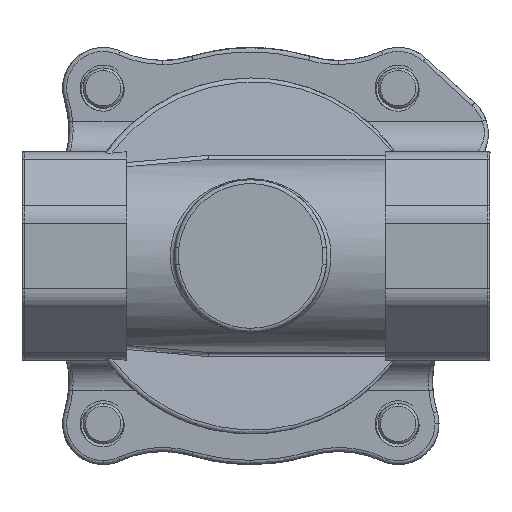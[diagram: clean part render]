
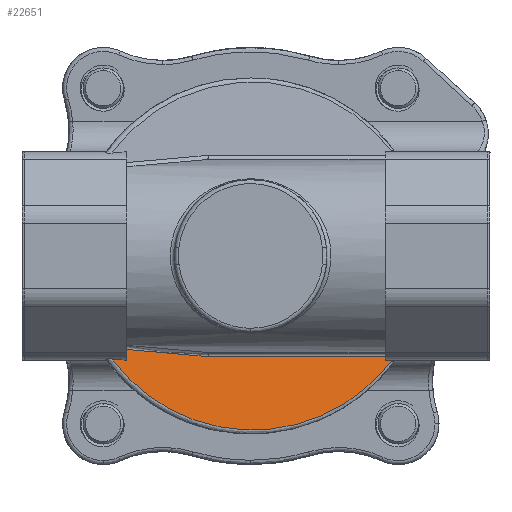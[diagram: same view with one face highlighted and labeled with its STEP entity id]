
A CAD part, front view. The second image highlights one B-rep face of the part: STEP entity #22651.
In plain terms, the highlighted planar face has unit normal (0.42, -0.907, 0).
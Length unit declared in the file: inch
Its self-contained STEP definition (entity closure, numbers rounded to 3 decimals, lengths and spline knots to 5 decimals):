
#32 = CARTESIAN_POINT ( 'NONE',  ( 1.68219, -1.85687, -1.15971 ) ) ;
#1320 = CARTESIAN_POINT ( 'NONE',  ( 0.29012, -2.50117, -1.14902 ) ) ;
#1387 = VERTEX_POINT ( 'NONE', #18668 ) ;
#1487 = VECTOR ( 'NONE', #20212, 39.37008 ) ;
#1738 = CARTESIAN_POINT ( 'NONE',  ( -0.09113, -2.67763, -0.79667 ) ) ;
#1756 = ORIENTED_EDGE ( 'NONE', *, *, #13065, .T. ) ;
#1954 = LINE ( 'NONE', #26449, #19325 ) ;
#2002 = CARTESIAN_POINT ( 'NONE',  ( 0.72521, -2.2998, -1.32073 ) ) ;
#2525 = CARTESIAN_POINT ( 'NONE',  ( 1.03686, -2.15555, -1.34736 ) ) ;
#3766 = CARTESIAN_POINT ( 'NONE',  ( 2.022, -1.6996, -0.80924 ) ) ;
#3790 = LINE ( 'NONE', #22371, #1487 ) ;
#4007 = CARTESIAN_POINT ( 'NONE',  ( 0.16148, -2.56071, -1.0594 ) ) ;
#5221 = CARTESIAN_POINT ( 'NONE',  ( 1.089, -2.13142, -1.34472 ) ) ;
#5843 = EDGE_CURVE ( 'NONE', #8706, #16746, #14665, .T. ) ;
#7369 = CARTESIAN_POINT ( 'NONE',  ( 1.24451, -2.05945, -1.32472 ) ) ;
#7527 = CARTESIAN_POINT ( 'NONE',  ( 2.0688, -1.67794, -0.81328 ) ) ;
#7878 = CARTESIAN_POINT ( 'NONE',  ( 1.54311, -1.92124, -1.23155 ) ) ;
#8706 = VERTEX_POINT ( 'NONE', #10897 ) ;
#9466 = CARTESIAN_POINT ( 'NONE',  ( 2.03773, -1.69232, -0.81024 ) ) ;
#9517 = CARTESIAN_POINT ( 'NONE',  ( 0.47584, -2.41521, -1.24401 ) ) ;
#9778 = CARTESIAN_POINT ( 'NONE',  ( -0.05388, -2.66039, -0.80248 ) ) ;
#9816 = DIRECTION ( 'NONE',  ( 0., 0., 1. ) ) ;
#10405 = CARTESIAN_POINT ( 'NONE',  ( 0.22644, -2.53064, -0.75538 ) ) ;
#10477 = CARTESIAN_POINT ( 'NONE',  ( 0.024, -2.62434, -0.80676 ) ) ;
#10559 = CARTESIAN_POINT ( 'NONE',  ( 1.49499, -1.94351, -1.25186 ) ) ;
#10658 = ORIENTED_EDGE ( 'NONE', *, *, #5843, .T. ) ;
#10897 = CARTESIAN_POINT ( 'NONE',  ( -0.09113, -2.67763, -0.79667 ) ) ;
#11969 =( BOUNDED_CURVE ( )  B_SPLINE_CURVE ( 3, ( #10477, #17995, #9778, #1738 ),
 .UNSPECIFIED., .F., .T. ) 
 B_SPLINE_CURVE_WITH_KNOTS ( ( 4, 4 ),
 ( 4.7615, 5.03768 ),
 .UNSPECIFIED. ) 
 CURVE ( )  GEOMETRIC_REPRESENTATION_ITEM ( )  RATIONAL_B_SPLINE_CURVE ( ( 1., 0.994, 0.994, 1. ) ) 
 REPRESENTATION_ITEM ( '' )  );
#12736 = CARTESIAN_POINT ( 'NONE',  ( 0.024, -2.62434, -0.72282 ) ) ;
#13065 = EDGE_CURVE ( 'NONE', #14816, #24057, #29046, .T. ) ;
#13077 = CARTESIAN_POINT ( 'NONE',  ( 2.0688, -1.67794, -0.81328 ) ) ;
#13276 = CARTESIAN_POINT ( 'NONE',  ( 0.12378, -2.57816, -0.74138 ) ) ;
#13357 = ORIENTED_EDGE ( 'NONE', *, *, #20908, .T. ) ;
#13425 = CARTESIAN_POINT ( 'NONE',  ( 1.8122, -1.7967, -1.07207 ) ) ;
#13994 = EDGE_CURVE ( 'NONE', #25296, #1387, #3790, .T. ) ;
#14461 = AXIS2_PLACEMENT_3D ( 'NONE', #32431, #18643, #20802 ) ;
#14477 = CARTESIAN_POINT ( 'NONE',  ( 2.0688, -1.67794, -0.81328 ) ) ;
#14665 = B_SPLINE_CURVE_WITH_KNOTS ( 'NONE', 3,
 ( #20944, #31874, #17387, #28309, #28497, #4007, #25809, #1320, #23110, #34056, #9517, #20416, #31356, #2002, #35269, #32058, #27021, #2525, #5221, #18271, #7369, #29896, #24517, #10559, #7878, #18786, #32, #35103, #13425, #24173, #29540, #18953, #15591, #13077 ),
 .UNSPECIFIED., .F., .F.,
 ( 4, 2, 2, 2, 2, 2, 2, 2, 2, 2, 2, 2, 2, 2, 2, 2, 4 ),
 ( 0., 0.0625, 0.125, 0.1875, 0.25, 0.3125, 0.375, 0.4375, 0.5, 0.5625, 0.625, 0.6875, 0.75, 0.8125, 0.875, 0.9375, 1. ),
 .UNSPECIFIED. ) ;
#14816 = VERTEX_POINT ( 'NONE', #30890 ) ;
#15092 = CARTESIAN_POINT ( 'NONE',  ( 2.84566, -1.31838, -0.779 ) ) ;
#15591 = CARTESIAN_POINT ( 'NONE',  ( 2.03726, -1.69254, -0.85491 ) ) ;
#15970 = FACE_OUTER_BOUND ( 'NONE', #18516, .T. ) ;
#16124 = CARTESIAN_POINT ( 'NONE',  ( 0.43752, -2.43295, -0.77427 ) ) ;
#16292 = CARTESIAN_POINT ( 'NONE',  ( 0.6516, -2.33387, -0.779 ) ) ;
#16746 = VERTEX_POINT ( 'NONE', #7527 ) ;
#17338 = CARTESIAN_POINT ( 'NONE',  ( 2.05334, -1.68509, -0.81159 ) ) ;
#17387 = CARTESIAN_POINT ( 'NONE',  ( -0.02699, -2.64794, -0.87897 ) ) ;
#17995 = CARTESIAN_POINT ( 'NONE',  ( -0.01526, -2.64251, -0.80587 ) ) ;
#18011 = ORIENTED_EDGE ( 'NONE', *, *, #31232, .T. ) ;
#18271 = CARTESIAN_POINT ( 'NONE',  ( 1.19302, -2.08328, -1.33339 ) ) ;
#18516 = EDGE_LOOP ( 'NONE', ( #21958, #25413, #13357, #10658, #25829, #18011, #1756 ) ) ;
#18643 = DIRECTION ( 'NONE',  ( 0.42, -0.908, 0. ) ) ;
#18668 = CARTESIAN_POINT ( 'NONE',  ( 0.024, -2.62434, -0.80676 ) ) ;
#18786 = CARTESIAN_POINT ( 'NONE',  ( 1.63676, -1.8779, -1.18546 ) ) ;
#18953 = CARTESIAN_POINT ( 'NONE',  ( 2.00338, -1.70821, -0.8946 ) ) ;
#19325 = VECTOR ( 'NONE', #9816, 39.37008 ) ;
#19793 = CARTESIAN_POINT ( 'NONE',  ( 2.022, -1.6996, -0.80924 ) ) ;
#20044 =( BOUNDED_CURVE ( )  B_SPLINE_CURVE ( 3, ( #14477, #17338, #9466, #3766 ),
 .UNSPECIFIED., .F., .F. ) 
 B_SPLINE_CURVE_WITH_KNOTS ( ( 4, 4 ),
 ( 1.33967, 1.43306 ),
 .UNSPECIFIED. ) 
 CURVE ( )  GEOMETRIC_REPRESENTATION_ITEM ( )  RATIONAL_B_SPLINE_CURVE ( ( 1., 0.999, 0.999, 1. ) ) 
 REPRESENTATION_ITEM ( '' )  );
#20212 = DIRECTION ( 'NONE',  ( 0., 0., -1. ) ) ;
#20416 = CARTESIAN_POINT ( 'NONE',  ( 0.57391, -2.36982, -1.28054 ) ) ;
#20802 = DIRECTION ( 'NONE',  ( 0.908, 0.42, 0. ) ) ;
#20805 = DIRECTION ( 'NONE',  ( -0.908, -0.42, 0. ) ) ;
#20908 = EDGE_CURVE ( 'NONE', #1387, #8706, #11969, .T. ) ;
#20944 = CARTESIAN_POINT ( 'NONE',  ( -0.09113, -2.67763, -0.79667 ) ) ;
#21470 = CARTESIAN_POINT ( 'NONE',  ( 0.6516, -2.33387, -0.779 ) ) ;
#21958 = ORIENTED_EDGE ( 'NONE', *, *, #23955, .T. ) ;
#22371 = CARTESIAN_POINT ( 'NONE',  ( 0.024, -2.62434, 0. ) ) ;
#22651 = ADVANCED_FACE ( 'NONE', ( #15970 ), #34785, .T. ) ;
#23110 = CARTESIAN_POINT ( 'NONE',  ( 0.33512, -2.48035, -1.17544 ) ) ;
#23955 = EDGE_CURVE ( 'NONE', #24057, #25296, #33312, .T. ) ;
#24057 = VERTEX_POINT ( 'NONE', #16292 ) ;
#24173 = CARTESIAN_POINT ( 'NONE',  ( 1.8927, -1.75944, -1.00565 ) ) ;
#24517 = CARTESIAN_POINT ( 'NONE',  ( 1.3964, -1.98914, -1.28686 ) ) ;
#25296 = VERTEX_POINT ( 'NONE', #12736 ) ;
#25413 = ORIENTED_EDGE ( 'NONE', *, *, #13994, .T. ) ;
#25809 = CARTESIAN_POINT ( 'NONE',  ( 0.2031, -2.54145, -1.09086 ) ) ;
#25829 = ORIENTED_EDGE ( 'NONE', *, *, #35146, .T. ) ;
#26217 = VECTOR ( 'NONE', #20805, 39.37008 ) ;
#26449 = CARTESIAN_POINT ( 'NONE',  ( 2.022, -1.6996, 0. ) ) ;
#26858 = CARTESIAN_POINT ( 'NONE',  ( 0.5441, -2.38362, -0.779 ) ) ;
#27021 = CARTESIAN_POINT ( 'NONE',  ( 0.93247, -2.20387, -1.34656 ) ) ;
#27205 = CARTESIAN_POINT ( 'NONE',  ( 0.024, -2.62434, -0.72282 ) ) ;
#28309 = CARTESIAN_POINT ( 'NONE',  ( 0.04428, -2.61495, -0.95562 ) ) ;
#28370 = VERTEX_POINT ( 'NONE', #19793 ) ;
#28497 = CARTESIAN_POINT ( 'NONE',  ( 0.08197, -2.59751, -0.9917 ) ) ;
#29046 = LINE ( 'NONE', #15092, #26217 ) ;
#29540 = CARTESIAN_POINT ( 'NONE',  ( 1.93097, -1.74173, -0.97011 ) ) ;
#29896 = CARTESIAN_POINT ( 'NONE',  ( 1.34626, -2.01235, -1.30145 ) ) ;
#30890 = CARTESIAN_POINT ( 'NONE',  ( 2.022, -1.6996, -0.779 ) ) ;
#31232 = EDGE_CURVE ( 'NONE', #28370, #14816, #1954, .T. ) ;
#31356 = CARTESIAN_POINT ( 'NONE',  ( 0.6238, -2.34673, -1.29589 ) ) ;
#31874 = CARTESIAN_POINT ( 'NONE',  ( -0.06024, -2.66333, -0.83878 ) ) ;
#32058 = CARTESIAN_POINT ( 'NONE',  ( 0.88038, -2.22798, -1.34312 ) ) ;
#32431 = CARTESIAN_POINT ( 'NONE',  ( 0.94675, -2.19726, 0. ) ) ;
#33312 = B_SPLINE_CURVE_WITH_KNOTS ( 'NONE', 3,
 ( #21470, #26858, #16124, #10405, #13276, #27205 ),
 .UNSPECIFIED., .F., .F.,
 ( 4, 2, 4 ),
 ( 0., 0.5, 1. ),
 .UNSPECIFIED. ) ;
#34056 = CARTESIAN_POINT ( 'NONE',  ( 0.42808, -2.43732, -1.22299 ) ) ;
#34785 = PLANE ( 'NONE',  #14461 ) ;
#35103 = CARTESIAN_POINT ( 'NONE',  ( 1.77005, -1.81621, -1.10293 ) ) ;
#35146 = EDGE_CURVE ( 'NONE', #16746, #28370, #20044, .T. ) ;
#35269 = CARTESIAN_POINT ( 'NONE',  ( 0.77654, -2.27604, -1.33018 ) ) ;
